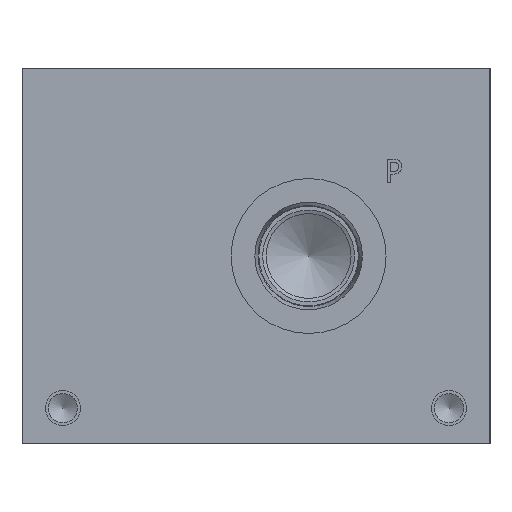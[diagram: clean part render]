
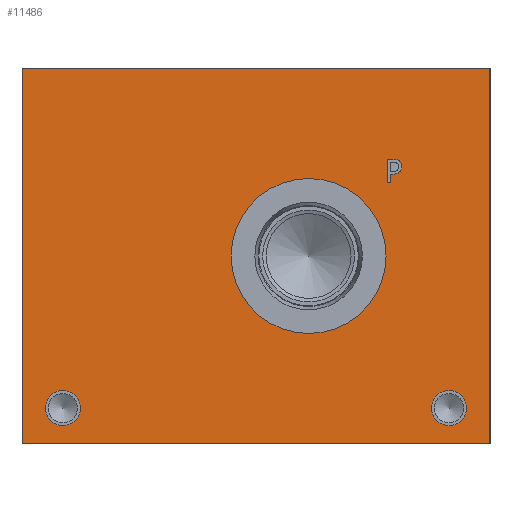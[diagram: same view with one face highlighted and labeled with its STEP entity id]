
A CAD part, left-side view. The second image highlights one B-rep face of the part: STEP entity #11486.
In plain terms, the highlighted planar face has unit normal (-1, 0, 0).
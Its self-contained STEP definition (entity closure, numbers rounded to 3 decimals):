
#133=CIRCLE('',#12114,4.763);
#134=CIRCLE('',#12115,4.763);
#135=CIRCLE('',#12116,4.763);
#136=CIRCLE('',#12117,4.763);
#137=CIRCLE('',#12118,21.019);
#138=CIRCLE('',#12119,21.019);
#391=FACE_BOUND('',#1628,.T.);
#392=FACE_BOUND('',#1629,.T.);
#393=FACE_BOUND('',#1630,.T.);
#394=FACE_BOUND('',#1631,.T.);
#492=B_SPLINE_CURVE_WITH_KNOTS('',2,(#15478,#15479,#15480,#15481),
 .UNSPECIFIED.,.F.,.F.,(3,1,3),(0.,1.,2.),.UNSPECIFIED.);
#494=B_SPLINE_CURVE_WITH_KNOTS('',2,(#15499,#15500,#15501,#15502),
 .UNSPECIFIED.,.F.,.F.,(3,1,3),(0.,1.,2.),.UNSPECIFIED.);
#496=B_SPLINE_CURVE_WITH_KNOTS('',2,(#15548,#15549,#15550,#15551),
 .UNSPECIFIED.,.F.,.F.,(3,1,3),(0.,1.,2.),.UNSPECIFIED.);
#498=B_SPLINE_CURVE_WITH_KNOTS('',2,(#15566,#15567,#15568,#15569),
 .UNSPECIFIED.,.F.,.F.,(3,1,3),(0.,1.,2.),.UNSPECIFIED.);
#1005=FACE_OUTER_BOUND('',#1627,.T.);
#1627=EDGE_LOOP('',(#7436,#7437,#7438,#7439));
#1628=EDGE_LOOP('',(#7440,#7441));
#1629=EDGE_LOOP('',(#7442,#7443));
#1630=EDGE_LOOP('',(#7444,#7445));
#1631=EDGE_LOOP('',(#7446,#7447,#7448,#7449,#7450,#7451,#7452,#7453,#7454));
#2355=LINE('',#15511,#3443);
#2358=LINE('',#15517,#3446);
#2361=LINE('',#15523,#3449);
#2364=LINE('',#15529,#3452);
#2367=LINE('',#15535,#3455);
#2371=LINE('',#15578,#3459);
#2372=LINE('',#15580,#3460);
#2373=LINE('',#15582,#3461);
#2374=LINE('',#15583,#3462);
#3443=VECTOR('',#12876,10.);
#3446=VECTOR('',#12881,10.);
#3449=VECTOR('',#12886,10.);
#3452=VECTOR('',#12891,10.);
#3455=VECTOR('',#12896,10.);
#3459=VECTOR('',#12904,10.);
#3460=VECTOR('',#12905,10.);
#3461=VECTOR('',#12906,10.);
#3462=VECTOR('',#12907,10.);
#4521=VERTEX_POINT('',#15476);
#4522=VERTEX_POINT('',#15477);
#4525=VERTEX_POINT('',#15498);
#4527=VERTEX_POINT('',#15510);
#4529=VERTEX_POINT('',#15516);
#4531=VERTEX_POINT('',#15522);
#4533=VERTEX_POINT('',#15528);
#4535=VERTEX_POINT('',#15534);
#4537=VERTEX_POINT('',#15547);
#4539=VERTEX_POINT('',#15576);
#4540=VERTEX_POINT('',#15577);
#4541=VERTEX_POINT('',#15579);
#4542=VERTEX_POINT('',#15581);
#4543=VERTEX_POINT('',#15584);
#4544=VERTEX_POINT('',#15585);
#4545=VERTEX_POINT('',#15588);
#4546=VERTEX_POINT('',#15589);
#4547=VERTEX_POINT('',#15592);
#4548=VERTEX_POINT('',#15593);
#5686=EDGE_CURVE('',#4521,#4522,#492,.T.);
#5690=EDGE_CURVE('',#4525,#4521,#494,.T.);
#5693=EDGE_CURVE('',#4527,#4525,#2355,.T.);
#5696=EDGE_CURVE('',#4529,#4527,#2358,.T.);
#5699=EDGE_CURVE('',#4531,#4529,#2361,.T.);
#5702=EDGE_CURVE('',#4533,#4531,#2364,.T.);
#5705=EDGE_CURVE('',#4535,#4533,#2367,.T.);
#5708=EDGE_CURVE('',#4537,#4535,#496,.T.);
#5711=EDGE_CURVE('',#4522,#4537,#498,.T.);
#5713=EDGE_CURVE('',#4539,#4540,#2371,.T.);
#5714=EDGE_CURVE('',#4540,#4541,#2372,.T.);
#5715=EDGE_CURVE('',#4542,#4541,#2373,.T.);
#5716=EDGE_CURVE('',#4539,#4542,#2374,.T.);
#5717=EDGE_CURVE('',#4543,#4544,#133,.T.);
#5718=EDGE_CURVE('',#4544,#4543,#134,.T.);
#5719=EDGE_CURVE('',#4545,#4546,#135,.T.);
#5720=EDGE_CURVE('',#4546,#4545,#136,.T.);
#5721=EDGE_CURVE('',#4547,#4548,#137,.T.);
#5722=EDGE_CURVE('',#4548,#4547,#138,.T.);
#7436=ORIENTED_EDGE('',*,*,#5713,.T.);
#7437=ORIENTED_EDGE('',*,*,#5714,.T.);
#7438=ORIENTED_EDGE('',*,*,#5715,.F.);
#7439=ORIENTED_EDGE('',*,*,#5716,.F.);
#7440=ORIENTED_EDGE('',*,*,#5717,.T.);
#7441=ORIENTED_EDGE('',*,*,#5718,.T.);
#7442=ORIENTED_EDGE('',*,*,#5719,.T.);
#7443=ORIENTED_EDGE('',*,*,#5720,.T.);
#7444=ORIENTED_EDGE('',*,*,#5721,.T.);
#7445=ORIENTED_EDGE('',*,*,#5722,.T.);
#7446=ORIENTED_EDGE('',*,*,#5686,.T.);
#7447=ORIENTED_EDGE('',*,*,#5711,.T.);
#7448=ORIENTED_EDGE('',*,*,#5708,.T.);
#7449=ORIENTED_EDGE('',*,*,#5705,.T.);
#7450=ORIENTED_EDGE('',*,*,#5702,.T.);
#7451=ORIENTED_EDGE('',*,*,#5699,.T.);
#7452=ORIENTED_EDGE('',*,*,#5696,.T.);
#7453=ORIENTED_EDGE('',*,*,#5693,.T.);
#7454=ORIENTED_EDGE('',*,*,#5690,.T.);
#10684=PLANE('',#12113);
#11486=ADVANCED_FACE('',(#1005,#391,#392,#393,#394),#10684,.T.);
#12113=AXIS2_PLACEMENT_3D('',#15575,#12902,#12903);
#12114=AXIS2_PLACEMENT_3D('',#15586,#12908,#12909);
#12115=AXIS2_PLACEMENT_3D('',#15587,#12910,#12911);
#12116=AXIS2_PLACEMENT_3D('',#15590,#12912,#12913);
#12117=AXIS2_PLACEMENT_3D('',#15591,#12914,#12915);
#12118=AXIS2_PLACEMENT_3D('',#15594,#12916,#12917);
#12119=AXIS2_PLACEMENT_3D('',#15595,#12918,#12919);
#12876=DIRECTION('',(0.,-1.,0.));
#12881=DIRECTION('',(0.,0.,1.));
#12886=DIRECTION('',(0.,1.,0.));
#12891=DIRECTION('',(0.,0.,-1.));
#12896=DIRECTION('',(0.,1.,0.));
#12902=DIRECTION('center_axis',(-1.,0.,0.));
#12903=DIRECTION('ref_axis',(0.,-1.,0.));
#12904=DIRECTION('',(0.,-1.,0.));
#12905=DIRECTION('',(0.,0.,1.));
#12906=DIRECTION('',(0.,-1.,0.));
#12907=DIRECTION('',(0.,0.,1.));
#12908=DIRECTION('center_axis',(1.,0.,0.));
#12909=DIRECTION('ref_axis',(0.,1.,0.));
#12910=DIRECTION('center_axis',(1.,0.,0.));
#12911=DIRECTION('ref_axis',(0.,1.,0.));
#12912=DIRECTION('center_axis',(1.,0.,0.));
#12913=DIRECTION('ref_axis',(0.,1.,0.));
#12914=DIRECTION('center_axis',(1.,0.,0.));
#12915=DIRECTION('ref_axis',(0.,1.,0.));
#12916=DIRECTION('center_axis',(1.,0.,0.));
#12917=DIRECTION('ref_axis',(0.,0.,1.));
#12918=DIRECTION('center_axis',(1.,0.,0.));
#12919=DIRECTION('ref_axis',(0.,0.,1.));
#15476=CARTESIAN_POINT('',(0.,24.674,76.598));
#15477=CARTESIAN_POINT('',(0.,23.918,75.079));
#15478=CARTESIAN_POINT('Ctrl Pts',(0.,24.674,76.598));
#15479=CARTESIAN_POINT('Ctrl Pts',(0.,24.319,76.356));
#15480=CARTESIAN_POINT('Ctrl Pts',(0.,23.918,75.61));
#15481=CARTESIAN_POINT('Ctrl Pts',(0.,23.918,75.079));
#15498=CARTESIAN_POINT('',(0.,26.337,76.994));
#15499=CARTESIAN_POINT('Ctrl Pts',(0.,26.337,76.994));
#15500=CARTESIAN_POINT('Ctrl Pts',(0.,25.771,76.994));
#15501=CARTESIAN_POINT('Ctrl Pts',(0.,24.978,76.808));
#15502=CARTESIAN_POINT('Ctrl Pts',(0.,24.674,76.598));
#15510=CARTESIAN_POINT('',(0.,27.932,76.994));
#15511=CARTESIAN_POINT('',(0.,77.466,76.994));
#15516=CARTESIAN_POINT('',(0.,27.932,70.644));
#15517=CARTESIAN_POINT('',(0.,27.932,35.322));
#15522=CARTESIAN_POINT('',(0.,27.088,70.644));
#15523=CARTESIAN_POINT('',(0.,77.044,70.644));
#15528=CARTESIAN_POINT('',(0.,27.088,73.011));
#15529=CARTESIAN_POINT('',(0.,27.088,36.505));
#15534=CARTESIAN_POINT('',(0.,26.373,73.011));
#15535=CARTESIAN_POINT('',(0.,76.686,73.011));
#15547=CARTESIAN_POINT('',(0.,24.474,73.67));
#15548=CARTESIAN_POINT('Ctrl Pts',(0.,24.474,73.67));
#15549=CARTESIAN_POINT('Ctrl Pts',(0.,24.803,73.345));
#15550=CARTESIAN_POINT('Ctrl Pts',(0.,25.693,73.011));
#15551=CARTESIAN_POINT('Ctrl Pts',(0.,26.373,73.011));
#15566=CARTESIAN_POINT('Ctrl Pts',(0.,23.918,75.079));
#15567=CARTESIAN_POINT('Ctrl Pts',(0.,23.918,74.668));
#15568=CARTESIAN_POINT('Ctrl Pts',(0.,24.211,73.927));
#15569=CARTESIAN_POINT('Ctrl Pts',(0.,24.474,73.67));
#15575=CARTESIAN_POINT('Origin',(0.,127.,0.));
#15576=CARTESIAN_POINT('',(0.,127.,0.));
#15577=CARTESIAN_POINT('',(0.,0.,0.));
#15578=CARTESIAN_POINT('',(0.,127.,0.));
#15579=CARTESIAN_POINT('',(0.,0.,101.6));
#15580=CARTESIAN_POINT('',(0.,0.,0.));
#15581=CARTESIAN_POINT('',(0.,127.,101.6));
#15582=CARTESIAN_POINT('',(0.,127.,101.6));
#15583=CARTESIAN_POINT('',(0.,127.,0.));
#15584=CARTESIAN_POINT('',(0.,120.663,9.525));
#15585=CARTESIAN_POINT('',(0.,111.138,9.525));
#15586=CARTESIAN_POINT('Origin',(0.,115.9,9.525));
#15587=CARTESIAN_POINT('Origin',(0.,115.9,9.525));
#15588=CARTESIAN_POINT('',(0.,15.888,9.525));
#15589=CARTESIAN_POINT('',(0.,6.363,9.525));
#15590=CARTESIAN_POINT('Origin',(0.,11.125,9.525));
#15591=CARTESIAN_POINT('Origin',(0.,11.125,9.525));
#15592=CARTESIAN_POINT('',(0.,49.225,71.819));
#15593=CARTESIAN_POINT('',(0.,49.225,29.782));
#15594=CARTESIAN_POINT('Origin',(0.,49.225,50.8));
#15595=CARTESIAN_POINT('Origin',(0.,49.225,50.8));
